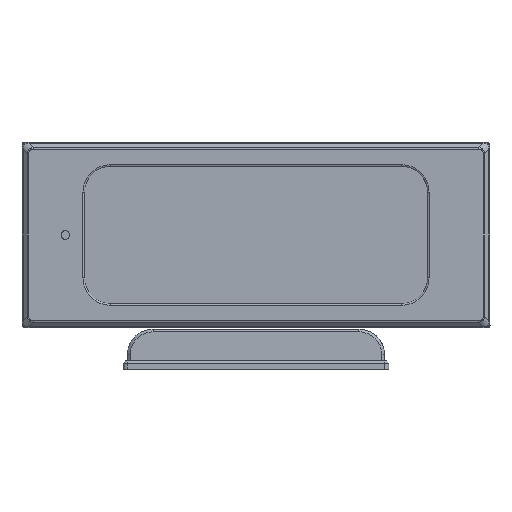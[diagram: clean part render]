
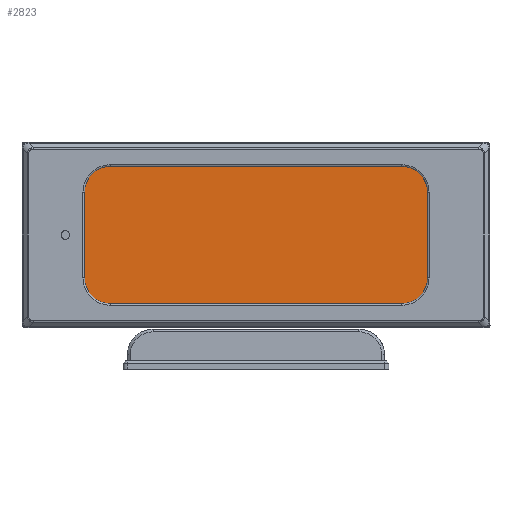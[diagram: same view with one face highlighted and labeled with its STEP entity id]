
A CAD part, front view. The second image highlights one B-rep face of the part: STEP entity #2823.
In plain terms, the highlighted planar face has unit normal (0, -1, 0).
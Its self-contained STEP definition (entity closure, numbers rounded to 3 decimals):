
#1276 = DIRECTION ( 'NONE',  ( 0., 0., -1. ) ) ;
#1669 = DIRECTION ( 'NONE',  ( -1., 0., 0. ) ) ;
#1845 = DIRECTION ( 'NONE',  ( 0., -1., 0. ) ) ;
#2180 = DIRECTION ( 'NONE',  ( 1., 0., 0. ) ) ;
#2436 = DIRECTION ( 'NONE',  ( 0., 0., -1. ) ) ;
#2789 = CARTESIAN_POINT ( 'NONE',  ( 42.5, -0.35, -3.5 ) ) ;
#2823 = ADVANCED_FACE ( 'NONE', ( #14961 ), #13084, .T. ) ;
#2903 = CARTESIAN_POINT ( 'NONE',  ( 39.5, -0.35, -16.5 ) ) ;
#3164 = EDGE_CURVE ( 'NONE', #8718, #10640, #13741, .T. ) ;
#3519 = CIRCLE ( 'NONE', #11364, 3. ) ;
#3696 = VERTEX_POINT ( 'NONE', #16501 ) ;
#4006 = EDGE_CURVE ( 'NONE', #3696, #12294, #17983, .T. ) ;
#4108 = LINE ( 'NONE', #14632, #18428 ) ;
#5278 = EDGE_CURVE ( 'NONE', #3696, #14913, #18121, .T. ) ;
#6165 = DIRECTION ( 'NONE',  ( 0., 0., -1. ) ) ;
#6383 = VECTOR ( 'NONE', #17335, 1000. ) ;
#6972 = ORIENTED_EDGE ( 'NONE', *, *, #9475, .F. ) ;
#6991 = AXIS2_PLACEMENT_3D ( 'NONE', #7713, #21864, #2436 ) ;
#7116 = CARTESIAN_POINT ( 'NONE',  ( 39.5, -0.35, -3.5 ) ) ;
#7596 = EDGE_CURVE ( 'NONE', #12294, #17985, #3519, .T. ) ;
#7664 = ORIENTED_EDGE ( 'NONE', *, *, #12874, .T. ) ;
#7713 = CARTESIAN_POINT ( 'NONE',  ( 0., -0.35, 0. ) ) ;
#8718 = VERTEX_POINT ( 'NONE', #2789 ) ;
#9278 = VECTOR ( 'NONE', #14258, 1000. ) ;
#9303 = ORIENTED_EDGE ( 'NONE', *, *, #10444, .F. ) ;
#9475 = EDGE_CURVE ( 'NONE', #14913, #20083, #4108, .T. ) ;
#9837 = VERTEX_POINT ( 'NONE', #11325 ) ;
#10219 = LINE ( 'NONE', #13713, #6383 ) ;
#10444 = EDGE_CURVE ( 'NONE', #20083, #9837, #19767, .T. ) ;
#10640 = VERTEX_POINT ( 'NONE', #18730 ) ;
#11309 = VECTOR ( 'NONE', #13779, 1000. ) ;
#11325 = CARTESIAN_POINT ( 'NONE',  ( 5.5, -0.35, -0.5 ) ) ;
#11364 = AXIS2_PLACEMENT_3D ( 'NONE', #22455, #17298, #1276 ) ;
#11788 = LINE ( 'NONE', #14014, #11309 ) ;
#12019 = ORIENTED_EDGE ( 'NONE', *, *, #19706, .T. ) ;
#12294 = VERTEX_POINT ( 'NONE', #2903 ) ;
#12304 = DIRECTION ( 'NONE',  ( 0., 1., 0. ) ) ;
#12874 = EDGE_CURVE ( 'NONE', #17985, #8718, #10219, .T. ) ;
#13084 = PLANE ( 'NONE',  #6991 ) ;
#13713 = CARTESIAN_POINT ( 'NONE',  ( 42.5, -0.35, -13.5 ) ) ;
#13741 = CIRCLE ( 'NONE', #17836, 3. ) ;
#13779 = DIRECTION ( 'NONE',  ( -1., 0., 0. ) ) ;
#14014 = CARTESIAN_POINT ( 'NONE',  ( 39.5, -0.35, -0.5 ) ) ;
#14258 = DIRECTION ( 'NONE',  ( 1., 0., 0. ) ) ;
#14632 = CARTESIAN_POINT ( 'NONE',  ( 2.5, -0.35, -13.5 ) ) ;
#14648 = ORIENTED_EDGE ( 'NONE', *, *, #3164, .T. ) ;
#14745 = ORIENTED_EDGE ( 'NONE', *, *, #4006, .T. ) ;
#14913 = VERTEX_POINT ( 'NONE', #18020 ) ;
#14961 = FACE_OUTER_BOUND ( 'NONE', #20163, .T. ) ;
#15663 = AXIS2_PLACEMENT_3D ( 'NONE', #22968, #21435, #1669 ) ;
#16501 = CARTESIAN_POINT ( 'NONE',  ( 5.5, -0.35, -16.5 ) ) ;
#17298 = DIRECTION ( 'NONE',  ( 0., -1., 0. ) ) ;
#17335 = DIRECTION ( 'NONE',  ( 0., 0., 1. ) ) ;
#17569 = CARTESIAN_POINT ( 'NONE',  ( 5.5, -0.35, -13.5 ) ) ;
#17836 = AXIS2_PLACEMENT_3D ( 'NONE', #7116, #1845, #2180 ) ;
#17983 = LINE ( 'NONE', #19639, #9278 ) ;
#17985 = VERTEX_POINT ( 'NONE', #18667 ) ;
#18020 = CARTESIAN_POINT ( 'NONE',  ( 2.5, -0.35, -13.5 ) ) ;
#18121 = CIRCLE ( 'NONE', #22279, 3. ) ;
#18150 = DIRECTION ( 'NONE',  ( 0., 0., 1. ) ) ;
#18428 = VECTOR ( 'NONE', #18150, 1000. ) ;
#18667 = CARTESIAN_POINT ( 'NONE',  ( 42.5, -0.35, -13.5 ) ) ;
#18730 = CARTESIAN_POINT ( 'NONE',  ( 39.5, -0.35, -0.5 ) ) ;
#19639 = CARTESIAN_POINT ( 'NONE',  ( 5.5, -0.35, -16.5 ) ) ;
#19706 = EDGE_CURVE ( 'NONE', #10640, #9837, #11788, .T. ) ;
#19767 = CIRCLE ( 'NONE', #15663, 3. ) ;
#20083 = VERTEX_POINT ( 'NONE', #22875 ) ;
#20163 = EDGE_LOOP ( 'NONE', ( #9303, #6972, #21940, #14745, #21283, #7664, #14648, #12019 ) ) ;
#21283 = ORIENTED_EDGE ( 'NONE', *, *, #7596, .T. ) ;
#21435 = DIRECTION ( 'NONE',  ( 0., 1., 0. ) ) ;
#21864 = DIRECTION ( 'NONE',  ( 0., -1., 0. ) ) ;
#21940 = ORIENTED_EDGE ( 'NONE', *, *, #5278, .F. ) ;
#22279 = AXIS2_PLACEMENT_3D ( 'NONE', #17569, #12304, #6165 ) ;
#22455 = CARTESIAN_POINT ( 'NONE',  ( 39.5, -0.35, -13.5 ) ) ;
#22875 = CARTESIAN_POINT ( 'NONE',  ( 2.5, -0.35, -3.5 ) ) ;
#22968 = CARTESIAN_POINT ( 'NONE',  ( 5.5, -0.35, -3.5 ) ) ;
